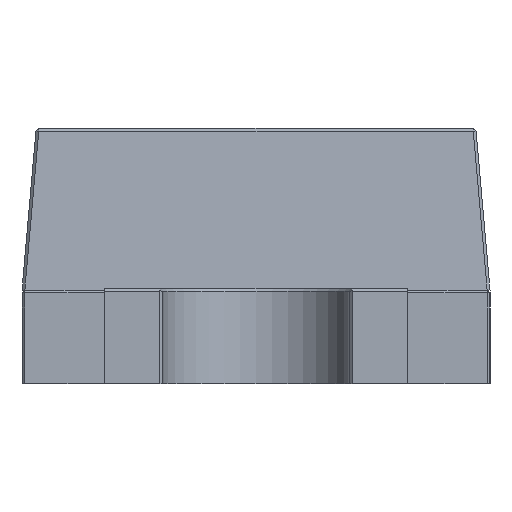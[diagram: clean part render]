
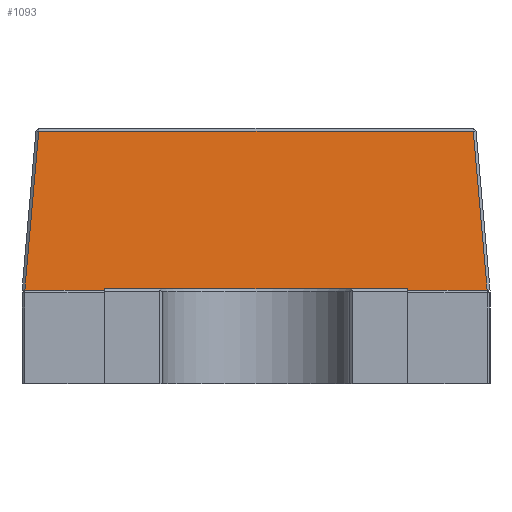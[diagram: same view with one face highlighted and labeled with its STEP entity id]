
A CAD part, left-side view. The second image highlights one B-rep face of the part: STEP entity #1093.
In plain terms, the highlighted planar face has unit normal (-0.996, 0, 0.087).
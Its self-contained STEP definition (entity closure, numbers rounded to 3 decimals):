
#104=FACE_OUTER_BOUND('',#168,.T.);
#168=EDGE_LOOP('',(#915,#916,#917,#918));
#261=LINE('',#1732,#383);
#276=LINE('',#1762,#398);
#287=LINE('',#1783,#409);
#291=LINE('',#1791,#413);
#383=VECTOR('',#1438,10.);
#398=VECTOR('',#1463,10.);
#409=VECTOR('',#1484,10.);
#413=VECTOR('',#1496,10.);
#481=VERTEX_POINT('',#1725);
#483=VERTEX_POINT('',#1730);
#489=VERTEX_POINT('',#1751);
#492=VERTEX_POINT('',#1758);
#611=EDGE_CURVE('',#483,#481,#261,.T.);
#626=EDGE_CURVE('',#489,#492,#276,.T.);
#637=EDGE_CURVE('',#481,#489,#287,.T.);
#641=EDGE_CURVE('',#483,#492,#291,.T.);
#915=ORIENTED_EDGE('',*,*,#611,.F.);
#916=ORIENTED_EDGE('',*,*,#641,.T.);
#917=ORIENTED_EDGE('',*,*,#626,.F.);
#918=ORIENTED_EDGE('',*,*,#637,.F.);
#986=PLANE('',#1203);
#1093=ADVANCED_FACE('',(#104),#986,.T.);
#1203=AXIS2_PLACEMENT_3D('',#1790,#1494,#1495);
#1438=DIRECTION('',(0.087,-0.087,0.992));
#1463=DIRECTION('',(-0.087,-0.087,-0.992));
#1484=DIRECTION('',(0.,-1.,0.));
#1494=DIRECTION('center_axis',(-0.996,0.,0.087));
#1495=DIRECTION('ref_axis',(0.,-1.,0.));
#1496=DIRECTION('',(0.,-1.,0.));
#1725=CARTESIAN_POINT('',(-2.601,1.591,0.89));
#1730=CARTESIAN_POINT('',(-2.65,1.64,0.33));
#1732=CARTESIAN_POINT('',(-2.644,1.634,0.4));
#1751=CARTESIAN_POINT('',(-2.601,0.059,0.89));
#1758=CARTESIAN_POINT('',(-2.65,0.01,0.33));
#1762=CARTESIAN_POINT('',(-2.642,0.018,0.417));
#1783=CARTESIAN_POINT('',(-2.601,0.413,0.89));
#1790=CARTESIAN_POINT('Origin',(-2.65,0.,0.33));
#1791=CARTESIAN_POINT('',(-2.65,1.65,0.33));
